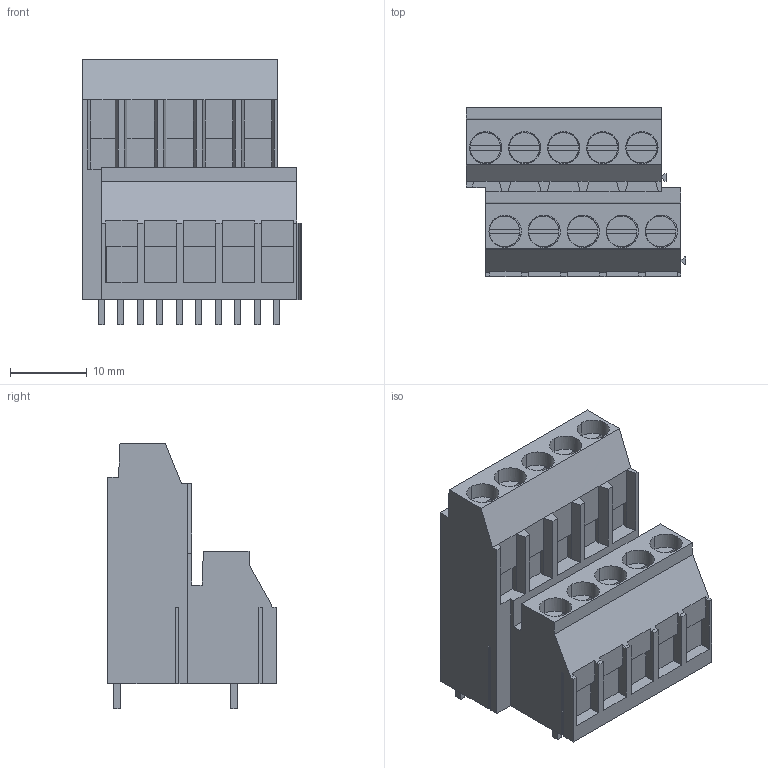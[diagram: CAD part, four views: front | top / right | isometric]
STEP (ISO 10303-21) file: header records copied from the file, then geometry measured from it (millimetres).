
FILE_DESCRIPTION(('CATIA V5 STEP','CAx-IF Rec.Pracs.--- Model Styling and Organization---1.4--- 2014-01-23'),'2;1');
FILE_NAME ('404203-1_0', '2024-03-18T12:50:05+00:00', ('none'), ('Weidmueller'), 'CATIA Version 5-6 Release 2016 SP3 HF44', 'CATIA V5 STEP AP214', 'none');
FILE_SCHEMA(('AUTOMOTIVE_DESIGN { 1 0 10303 214 1 1 1 1 }'));
Length unit declared in the file: millimetre
Products named in the file (1): 1977490000
Bounding box: 28.59 x 21.94 x 34.47 mm (x, y, z)
Volume: 10835 mm3; surface area: 5973.3 mm2
Topology: 21 solids, 21 shells, 592 faces, 1680 edges, 1141 vertices
Faces by surface type: plane 552, cylinder 40
Entity records: 18063 total; most frequent: CARTESIAN_POINT 3456, ORIENTED_EDGE 3360, DIRECTION 2423, EDGE_CURVE 1680, VECTOR 1499, LINE 1499, VERTEX_POINT 1141, EDGE_LOOP 603
